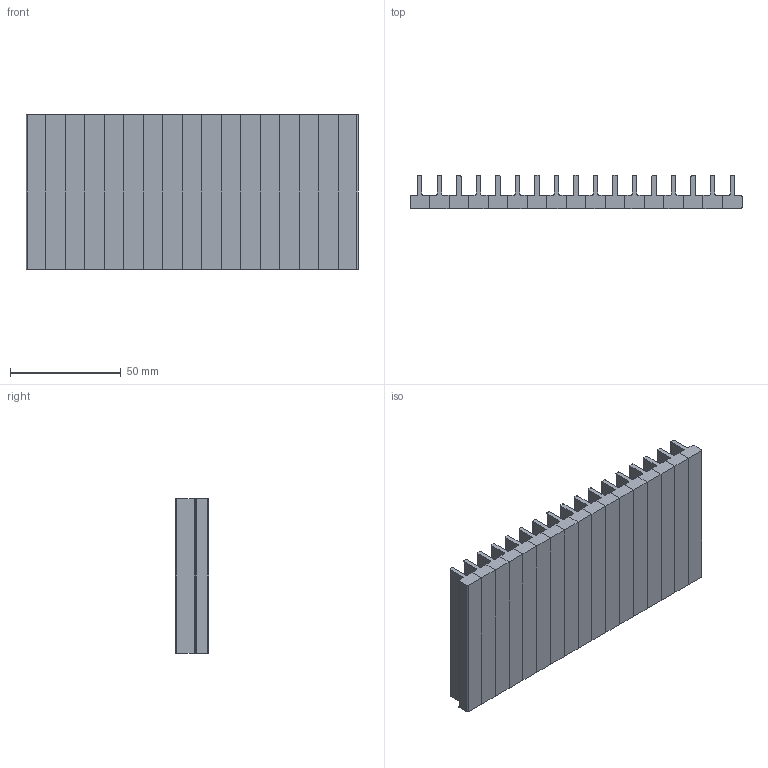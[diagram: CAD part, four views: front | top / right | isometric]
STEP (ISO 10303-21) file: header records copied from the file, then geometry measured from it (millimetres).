
FILE_DESCRIPTION(('FreeCAD Model'),'2;1');
FILE_NAME('Open CASCADE Shape Model','2023-06-20T07:31:58',('Author'),( ''),'Open CASCADE STEP processor 7.6','FreeCAD','Unknown');
FILE_SCHEMA(('AUTOMOTIVE_DESIGN { 1 0 10303 214 1 1 1 1 }'));
Length unit declared in the file: millimetre
Products named in the file (1): Fillet006
Bounding box: 150.11 x 15 x 70 mm (x, y, z)
Volume: 84451.2 mm3; surface area: 44606.7 mm2
Topology: 1 solids, 1 shells, 210 faces, 560 edges, 352 vertices
Faces by surface type: plane 138, cylinder 72
Entity records: 14058 total; most frequent: CARTESIAN_POINT 2843, DIRECTION 2146, LINE 1392, VECTOR 1392, ORIENTED_EDGE 1120, PCURVE 1120, DEFINITIONAL_REPRESENTATION 1120, EDGE_CURVE 560
